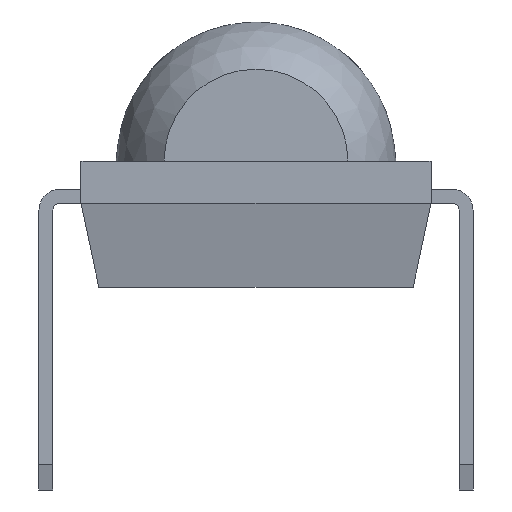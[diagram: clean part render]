
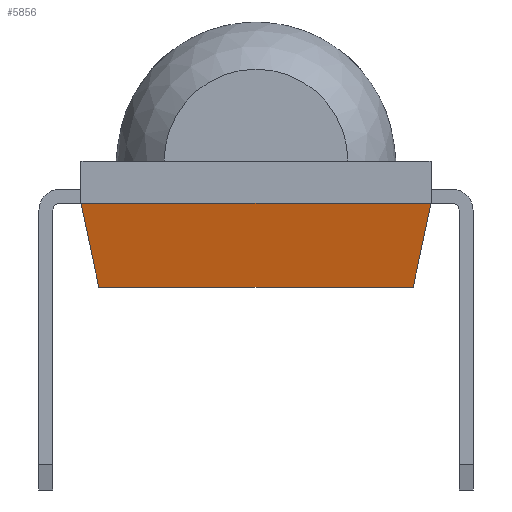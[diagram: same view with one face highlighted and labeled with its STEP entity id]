
A CAD part, front view. The second image highlights one B-rep face of the part: STEP entity #5856.
In plain terms, the highlighted planar face has unit normal (0, -0.978, -0.208).
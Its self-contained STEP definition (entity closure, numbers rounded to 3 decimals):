
#1273=ORIENTED_EDGE('',*,*,#1959,.T.);
#1274=ORIENTED_EDGE('',*,*,#1960,.T.);
#1275=ORIENTED_EDGE('',*,*,#1917,.F.);
#1276=ORIENTED_EDGE('',*,*,#1961,.F.);
#1917=EDGE_CURVE('',#2363,#2364,#2883,.T.);
#1959=EDGE_CURVE('',#2373,#2374,#2925,.T.);
#1960=EDGE_CURVE('',#2374,#2364,#2926,.T.);
#1961=EDGE_CURVE('',#2373,#2363,#2927,.T.);
#2363=VERTEX_POINT('',#8422);
#2364=VERTEX_POINT('',#8423);
#2373=VERTEX_POINT('',#8492);
#2374=VERTEX_POINT('',#8493);
#2883=LINE('',#8421,#3429);
#2925=LINE('',#8491,#3471);
#2926=LINE('',#8494,#3472);
#2927=LINE('',#8495,#3473);
#3429=VECTOR('',#7155,1000.);
#3471=VECTOR('',#7233,1000.);
#3472=VECTOR('',#7234,1000.);
#3473=VECTOR('',#7235,1000.);
#3687=EDGE_LOOP('',(#1273,#1274,#1275,#1276));
#3907=FACE_BOUND('',#3687,.T.);
#4099=PLANE('',#6137);
#5856=ADVANCED_FACE('',(#3907),#4099,.T.);
#6137=AXIS2_PLACEMENT_3D('',#8490,#7231,#7232);
#7155=DIRECTION('',(1.,0.,0.));
#7231=DIRECTION('',(0.,-0.978,-0.208));
#7232=DIRECTION('',(1.,0.,0.));
#7233=DIRECTION('',(1.,0.,0.));
#7234=DIRECTION('',(0.204,-0.204,0.958));
#7235=DIRECTION('',(-0.204,-0.204,0.958));
#8421=CARTESIAN_POINT('',(0.635,-17.145,1.903));
#8422=CARTESIAN_POINT('',(0.635,-17.145,1.903));
#8423=CARTESIAN_POINT('',(6.985,-17.145,1.903));
#8490=CARTESIAN_POINT('',(0.959,-16.821,0.38));
#8491=CARTESIAN_POINT('',(0.959,-16.821,0.38));
#8492=CARTESIAN_POINT('',(0.959,-16.821,0.38));
#8493=CARTESIAN_POINT('',(6.661,-16.821,0.38));
#8494=CARTESIAN_POINT('',(6.823,-16.983,1.142));
#8495=CARTESIAN_POINT('',(0.797,-16.983,1.142));
